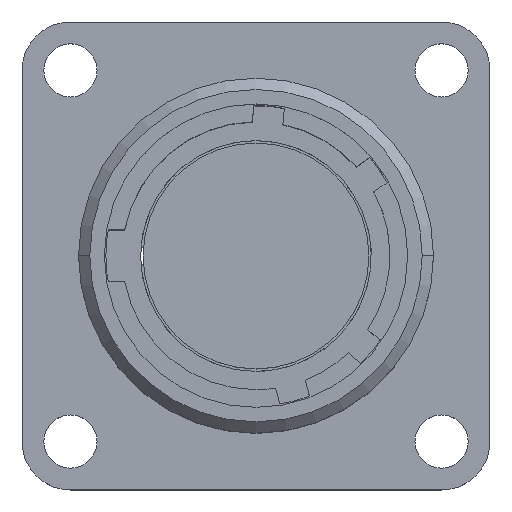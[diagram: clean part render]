
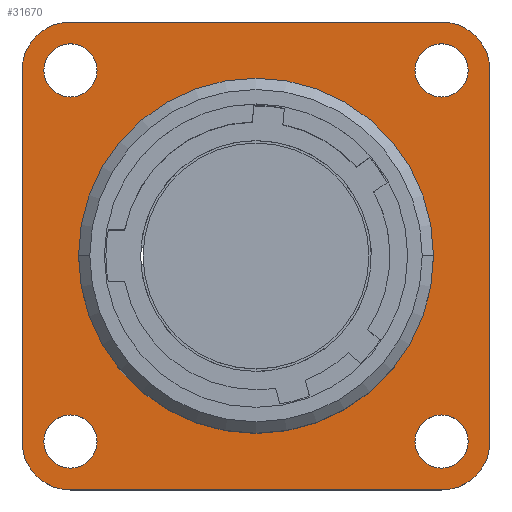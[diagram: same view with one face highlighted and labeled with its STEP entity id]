
A CAD part, top view. The second image highlights one B-rep face of the part: STEP entity #31670.
In plain terms, the highlighted planar face has unit normal (0, 0, 1).
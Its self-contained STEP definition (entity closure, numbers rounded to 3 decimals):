
#7750=CARTESIAN_POINT('',(-14.5,11.5,3.1));
#7760=VERTEX_POINT('',#7750);
#7790=CARTESIAN_POINT('',(-14.5,0.,3.1));
#7800=DIRECTION('',(0.,1.,0.));
#7810=VECTOR('',#7800,1.);
#7820=LINE('',#7790,#7810);
#7830=CARTESIAN_POINT('',(-14.5,-11.5,3.1));
#7840=VERTEX_POINT('',#7830);
#7850=EDGE_CURVE('',#7840,#7760,#7820,.T.);
#12090=CARTESIAN_POINT('',(-11.5,-11.5,3.1));
#12100=DIRECTION('',(0.,0.,1.));
#12110=DIRECTION('',(1.,0.,0.));
#12120=AXIS2_PLACEMENT_3D('',#12090,#12100,#12110);
#12130=CIRCLE('',#12120,3.);
#12140=CARTESIAN_POINT('',(-11.5,-14.5,3.1));
#12150=VERTEX_POINT('',#12140);
#12160=EDGE_CURVE('',#7840,#12150,#12130,.T.);
#14330=CARTESIAN_POINT('',(11.5,14.5,3.1));
#14340=VERTEX_POINT('',#14330);
#14370=CARTESIAN_POINT('',(0.,14.5,3.1));
#14380=DIRECTION('',(1.,0.,0.));
#14390=VECTOR('',#14380,1.);
#14400=LINE('',#14370,#14390);
#14410=CARTESIAN_POINT('',(-11.5,14.5,3.1));
#14420=VERTEX_POINT('',#14410);
#14430=EDGE_CURVE('',#14420,#14340,#14400,.T.);
#15630=CARTESIAN_POINT('',(-9.85,11.5,3.1));
#15640=VERTEX_POINT('',#15630);
#15670=CARTESIAN_POINT('',(-11.5,11.5,3.1));
#15680=DIRECTION('',(0.,0.,1.));
#15690=DIRECTION('',(1.,0.,0.));
#15700=AXIS2_PLACEMENT_3D('',#15670,#15680,#15690);
#15710=CIRCLE('',#15700,1.65);
#15720=CARTESIAN_POINT('',(-13.15,11.5,3.1));
#15730=VERTEX_POINT('',#15720);
#15740=EDGE_CURVE('',#15730,#15640,#15710,.T.);
#16700=CARTESIAN_POINT('',(14.5,-11.5,3.1));
#16710=VERTEX_POINT('',#16700);
#16740=CARTESIAN_POINT('',(14.5,0.,3.1));
#16750=DIRECTION('',(0.,-1.,0.));
#16760=VECTOR('',#16750,1.);
#16770=LINE('',#16740,#16760);
#16780=CARTESIAN_POINT('',(14.5,11.5,3.1));
#16790=VERTEX_POINT('',#16780);
#16800=EDGE_CURVE('',#16790,#16710,#16770,.T.);
#20830=CARTESIAN_POINT('',(0.,-14.5,3.1));
#20840=DIRECTION('',(-1.,0.,0.));
#20850=VECTOR('',#20840,1.);
#20860=LINE('',#20830,#20850);
#20870=CARTESIAN_POINT('',(11.5,-14.5,3.1));
#20880=VERTEX_POINT('',#20870);
#20890=EDGE_CURVE('',#20880,#12150,#20860,.T.);
#21350=CARTESIAN_POINT('',(13.15,11.5,3.1));
#21360=VERTEX_POINT('',#21350);
#21390=CARTESIAN_POINT('',(11.5,11.5,3.1));
#21400=DIRECTION('',(0.,0.,1.));
#21410=DIRECTION('',(1.,0.,0.));
#21420=AXIS2_PLACEMENT_3D('',#21390,#21400,#21410);
#21430=CIRCLE('',#21420,1.65);
#21440=CARTESIAN_POINT('',(9.85,11.5,3.1));
#21450=VERTEX_POINT('',#21440);
#21460=EDGE_CURVE('',#21450,#21360,#21430,.T.);
#22010=CARTESIAN_POINT('',(11.5,11.5,3.1));
#22020=DIRECTION('',(0.,0.,1.));
#22030=DIRECTION('',(1.,0.,0.));
#22040=AXIS2_PLACEMENT_3D('',#22010,#22020,#22030);
#22050=CIRCLE('',#22040,3.);
#22060=EDGE_CURVE('',#16790,#14340,#22050,.T.);
#28730=CARTESIAN_POINT('',(-11.5,11.5,3.1));
#28740=DIRECTION('',(0.,0.,1.));
#28750=DIRECTION('',(1.,0.,0.));
#28760=AXIS2_PLACEMENT_3D('',#28730,#28740,#28750);
#28770=CIRCLE('',#28760,3.);
#28780=EDGE_CURVE('',#14420,#7760,#28770,.T.);
#28970=CARTESIAN_POINT('',(11.5,-11.5,3.1));
#28980=DIRECTION('',(0.,0.,1.));
#28990=DIRECTION('',(1.,0.,0.));
#29000=AXIS2_PLACEMENT_3D('',#28970,#28980,#28990);
#29010=CIRCLE('',#29000,3.);
#29020=EDGE_CURVE('',#20880,#16710,#29010,.T.);
#29260=CARTESIAN_POINT('',(13.15,-11.5,3.1));
#29270=VERTEX_POINT('',#29260);
#29300=CARTESIAN_POINT('',(11.5,-11.5,3.1));
#29310=DIRECTION('',(0.,0.,1.));
#29320=DIRECTION('',(1.,0.,0.));
#29330=AXIS2_PLACEMENT_3D('',#29300,#29310,#29320);
#29340=CIRCLE('',#29330,1.65);
#29350=CARTESIAN_POINT('',(9.85,-11.5,3.1));
#29360=VERTEX_POINT('',#29350);
#29370=EDGE_CURVE('',#29360,#29270,#29340,.T.);
#30080=CARTESIAN_POINT('',(-9.85,-11.5,3.1));
#30090=VERTEX_POINT('',#30080);
#30120=CARTESIAN_POINT('',(-11.5,-11.5,3.1));
#30130=DIRECTION('',(0.,0.,1.));
#30140=DIRECTION('',(1.,0.,0.));
#30150=AXIS2_PLACEMENT_3D('',#30120,#30130,#30140);
#30160=CIRCLE('',#30150,1.65);
#30170=CARTESIAN_POINT('',(-13.15,-11.5,3.1));
#30180=VERTEX_POINT('',#30170);
#30190=EDGE_CURVE('',#30180,#30090,#30160,.T.);
#31170=CARTESIAN_POINT('',(0.,16.325,3.1));
#31180=DIRECTION('',(-0.,-0.,-1.));
#31190=DIRECTION('',(0.,-1.,0.));
#31200=AXIS2_PLACEMENT_3D('',#31170,#31180,#31190);
#31210=PLANE('',#31200);
#31220=CARTESIAN_POINT('',(0.,0.,3.1));
#31230=DIRECTION('',(0.,0.,1.));
#31240=DIRECTION('',(0.,1.,0.));
#31250=AXIS2_PLACEMENT_3D('',#31220,#31230,#31240);
#31260=CIRCLE('',#31250,11.);
#31270=CARTESIAN_POINT('',(0.,11.,3.1));
#31280=VERTEX_POINT('',#31270);
#31290=CARTESIAN_POINT('',(0.,-11.,3.1));
#31300=VERTEX_POINT('',#31290);
#31310=EDGE_CURVE('',#31280,#31300,#31260,.T.);
#31320=ORIENTED_EDGE('',*,*,#31310,.F.);
#31330=EDGE_CURVE('',#31300,#31280,#31260,.T.);
#31340=ORIENTED_EDGE('',*,*,#31330,.F.);
#31350=EDGE_LOOP('',(#31340,#31320));
#31360=FACE_BOUND('',#31350,.T.);
#31370=EDGE_CURVE('',#21360,#21450,#21430,.T.);
#31380=ORIENTED_EDGE('',*,*,#31370,.F.);
#31390=ORIENTED_EDGE('',*,*,#21460,.F.);
#31400=EDGE_LOOP('',(#31390,#31380));
#31410=FACE_BOUND('',#31400,.T.);
#31420=EDGE_CURVE('',#30090,#30180,#30160,.T.);
#31430=ORIENTED_EDGE('',*,*,#31420,.F.);
#31440=ORIENTED_EDGE('',*,*,#30190,.F.);
#31450=EDGE_LOOP('',(#31440,#31430));
#31460=FACE_BOUND('',#31450,.T.);
#31470=EDGE_CURVE('',#15640,#15730,#15710,.T.);
#31480=ORIENTED_EDGE('',*,*,#31470,.F.);
#31490=ORIENTED_EDGE('',*,*,#15740,.F.);
#31500=EDGE_LOOP('',(#31490,#31480));
#31510=FACE_BOUND('',#31500,.T.);
#31520=EDGE_CURVE('',#29270,#29360,#29340,.T.);
#31530=ORIENTED_EDGE('',*,*,#31520,.F.);
#31540=ORIENTED_EDGE('',*,*,#29370,.F.);
#31550=EDGE_LOOP('',(#31540,#31530));
#31560=FACE_BOUND('',#31550,.T.);
#31570=ORIENTED_EDGE('',*,*,#7850,.F.);
#31580=ORIENTED_EDGE('',*,*,#28780,.T.);
#31590=ORIENTED_EDGE('',*,*,#14430,.F.);
#31600=ORIENTED_EDGE('',*,*,#22060,.T.);
#31610=ORIENTED_EDGE('',*,*,#16800,.F.);
#31620=ORIENTED_EDGE('',*,*,#29020,.T.);
#31630=ORIENTED_EDGE('',*,*,#20890,.F.);
#31640=ORIENTED_EDGE('',*,*,#12160,.T.);
#31650=EDGE_LOOP('',(#31640,#31630,#31620,#31610,#31600,#31590,#31580,
#31570));
#31660=FACE_OUTER_BOUND('',#31650,.T.);
#31670=ADVANCED_FACE('',(#31360,#31410,#31460,#31510,#31560,#31660),
#31210,.F.);
